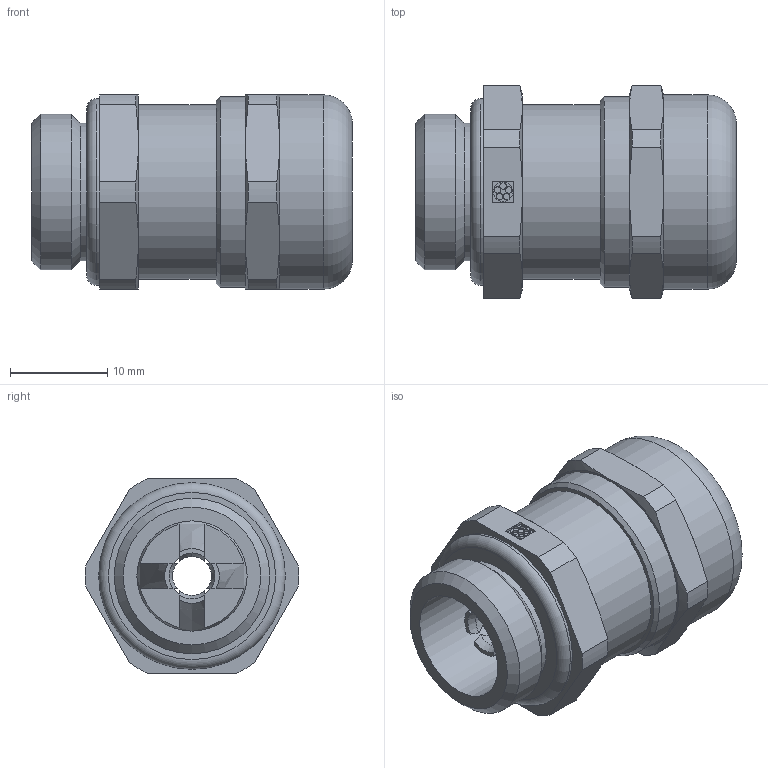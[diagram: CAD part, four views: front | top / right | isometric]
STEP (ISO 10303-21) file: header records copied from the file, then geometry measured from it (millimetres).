
FILE_DESCRIPTION(/* description */ ('Alibre Inc.'),/* implementation_level */ '2;1');
FILE_NAME(/* name */ 'export-99D3FBF6-A810-4FE5-8D4C-3B51E81748E4',/* time_stamp */ '2021-04-23T15:19:50+02:00',/* author */ (''),/* organization */ (''),/* preprocessor_version */ 'ST-DEVELOPER v17',/* originating_system */ 'Alibre',/* authorisation */ '');
FILE_SCHEMA (('AUTOMOTIVE_DESIGN'));
Length unit declared in the file: millimetre
Products named in the file (1): _SKINTOP MS-SC-M 16x1,5      Art. Nr. 53112620(F=4.5,G=4)
Bounding box: 33 x 21.99 x 20 mm (x, y, z)
Volume: 7636.5 mm3; surface area: 3680.7 mm2
Topology: 1 solids, 1 shells, 119 faces, 309 edges, 200 vertices
Faces by surface type: plane 48, cylinder 39, cone 29, torus 3
Full cylindrical faces by diameter (mm): 4.5 x1, 11.336 x1, 14.16 x1, 16 x1, 18 x1, 19.6 x1, 19.98 x1
Entity records: 3703 total; most frequent: CARTESIAN_POINT 754, ORIENTED_EDGE 618, DIRECTION 559, EDGE_CURVE 309, AXIS2_PLACEMENT_3D 245, VERTEX_POINT 200, EDGE_LOOP 129, FACE_BOUND 129
